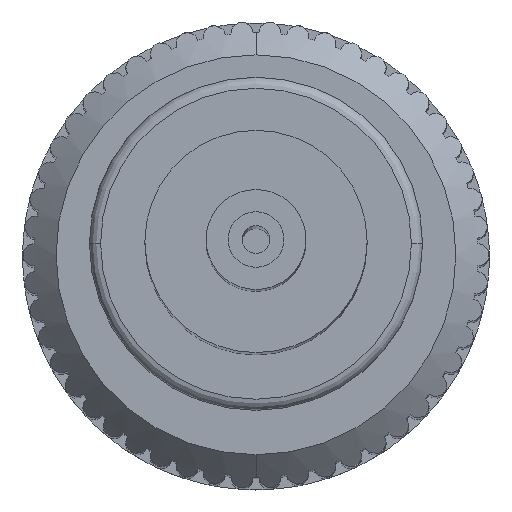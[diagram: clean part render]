
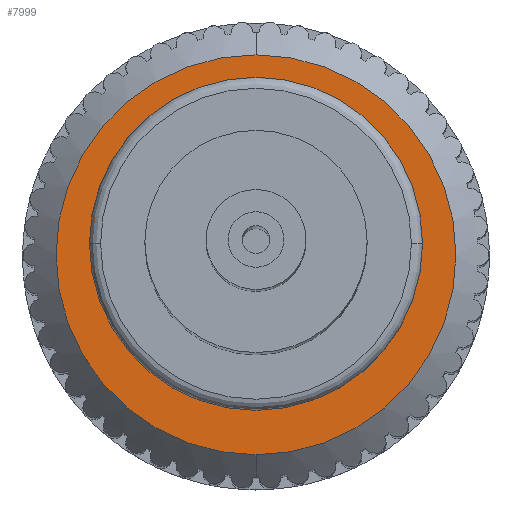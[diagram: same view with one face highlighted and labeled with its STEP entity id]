
A CAD part, top view. The second image highlights one B-rep face of the part: STEP entity #7999.
In plain terms, the highlighted face is planar.
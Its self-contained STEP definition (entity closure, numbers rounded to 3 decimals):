
#1888=CARTESIAN_POINT('',(0.,0.,0.));
#1889=DIRECTION('',(1.,0.,0.));
#1890=DIRECTION('',(0.,0.,1.));
#1891=AXIS2_PLACEMENT_3D('',#1888,#1889,#1890);
#1893=CARTESIAN_POINT('',(0.,0.,0.));
#1894=DIRECTION('',(1.,0.,0.));
#1895=DIRECTION('',(0.,0.,-1.));
#1896=AXIS2_PLACEMENT_3D('',#1893,#1894,#1895);
#1898=CARTESIAN_POINT('',(0.,0.,0.));
#1899=DIRECTION('',(1.,0.,0.));
#1900=DIRECTION('',(0.,-1.,0.));
#1901=AXIS2_PLACEMENT_3D('',#1898,#1899,#1900);
#1903=CARTESIAN_POINT('',(0.,0.,0.));
#1904=DIRECTION('',(1.,0.,0.));
#1905=DIRECTION('',(0.,1.,0.));
#1906=AXIS2_PLACEMENT_3D('',#1903,#1904,#1905);
#5407=CARTESIAN_POINT('',(0.,0.,1.8));
#5408=CARTESIAN_POINT('',(0.,0.,-1.8));
#5409=VERTEX_POINT('',#5407);
#5410=VERTEX_POINT('',#5408);
#5669=CARTESIAN_POINT('',(0.,-1.,0.));
#5670=CARTESIAN_POINT('',(0.,1.,0.));
#5671=VERTEX_POINT('',#5669);
#5672=VERTEX_POINT('',#5670);
#7983=CARTESIAN_POINT('',(0.,0.,0.));
#7984=DIRECTION('',(1.,0.,0.));
#7985=DIRECTION('',(0.,-1.,0.));
#7986=AXIS2_PLACEMENT_3D('',#7983,#7984,#7985);
#7987=PLANE('',#7986);
#7989=ORIENTED_EDGE('',*,*,#7988,.T.);
#7991=ORIENTED_EDGE('',*,*,#7990,.T.);
#7992=EDGE_LOOP('',(#7989,#7991));
#7993=FACE_OUTER_BOUND('',#7992,.F.);
#7995=ORIENTED_EDGE('',*,*,#7994,.F.);
#7996=ORIENTED_EDGE('',*,*,#7973,.F.);
#7997=EDGE_LOOP('',(#7995,#7996));
#7998=FACE_BOUND('',#7997,.F.);
#1892=CIRCLE('',#1891,1.8);
#1897=CIRCLE('',#1896,1.8);
#1902=CIRCLE('',#1901,1.);
#1907=CIRCLE('',#1906,1.);
#7973=EDGE_CURVE('',#5672,#5671,#1907,.T.);
#7988=EDGE_CURVE('',#5409,#5410,#1892,.T.);
#7990=EDGE_CURVE('',#5410,#5409,#1897,.T.);
#7994=EDGE_CURVE('',#5671,#5672,#1902,.T.);
#7999=ADVANCED_FACE('',(#7993,#7998),#7987,.F.);
